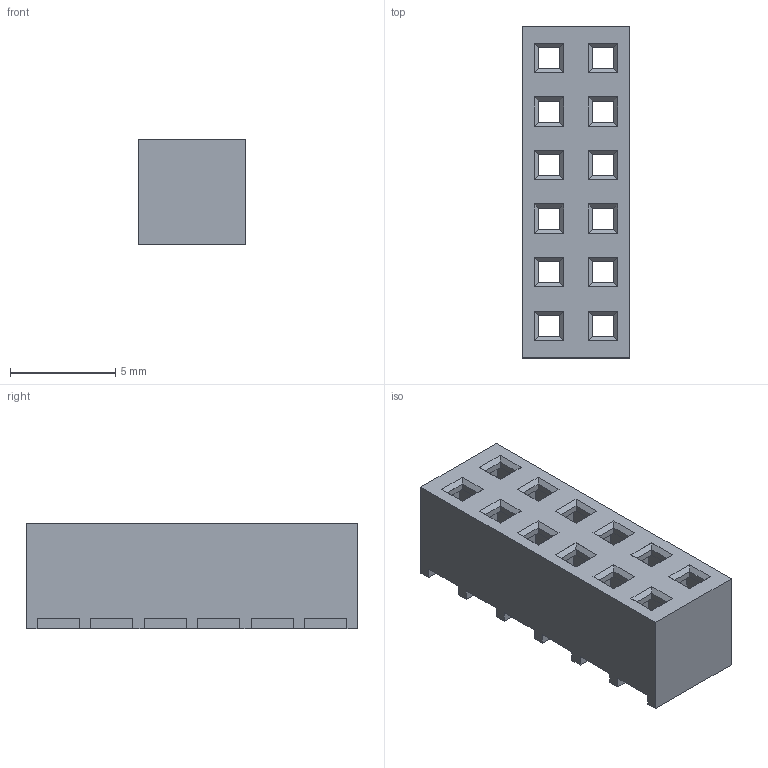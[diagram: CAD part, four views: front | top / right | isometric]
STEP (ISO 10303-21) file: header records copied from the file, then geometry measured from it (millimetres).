
FILE_DESCRIPTION(/* description */ ('model of Connector_Wuerth_WR-PHD_Standard_2x06_P2.54_Vertical_61301225721'),/* implementation_level */ '2;1');
FILE_NAME(/* name */ 'Connector_Wuerth_WR-PHD_Standard_2x06_P2.54_Vertical_61301225721.step',/* time_stamp */ '2020-10-06T23:16:55',/* author */ ('Joel',''),/* organization */ (''),/* preprocessor_version */ '',/* originating_system */ '',/* authorisation */ '');
FILE_SCHEMA(('AUTOMOTIVE_DESIGN { 1 0 10303 214 1 1 1 1 }'));
Length unit declared in the file: millimetre
Products named in the file (1): Shape0_6085266736371564
Bounding box: 5.08 x 15.74 x 5 mm (x, y, z)
Volume: 214.3 mm3; surface area: 733.8 mm2
Topology: 1 solids, 1 shells, 234 faces, 612 edges, 392 vertices
Faces by surface type: plane 234
Entity records: 14925 total; most frequent: CARTESIAN_POINT 2535, DIRECTION 2234, LINE 1764, VECTOR 1764, ORIENTED_EDGE 1224, PCURVE 1224, DEFINITIONAL_REPRESENTATION 1224, EDGE_CURVE 612
